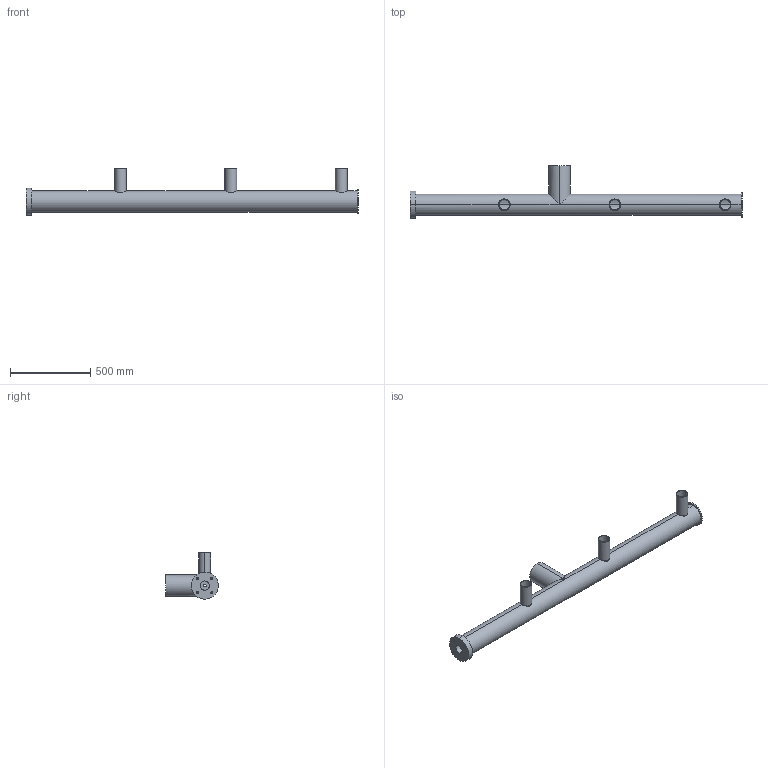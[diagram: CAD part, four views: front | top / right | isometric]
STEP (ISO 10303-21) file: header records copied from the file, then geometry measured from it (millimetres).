
FILE_DESCRIPTION (( 'STEP AP203' ), '1' );
FILE_NAME ('3996-65-10 PART_REV_.step', '2026-02-22T02:36:35', ( '' ), ( '' ), 'SwSTEP 2.0', 'SolidWorks 2025', '' );
FILE_SCHEMA (( 'CONFIG_CONTROL_DESIGN' ));
Length unit declared in the file: millimetre
Products named in the file (1): 3996-65-10 PART_REV_
Bounding box: 2075 x 330 x 290 mm (x, y, z)
Volume: 4683933.5 mm3; surface area: 2080004.8 mm2
Topology: 7 solids, 7 shells, 66 faces, 154 edges, 92 vertices
Faces by surface type: cylinder 48, plane 10, cone 8
Entity records: 4036 total; most frequent: CARTESIAN_POINT 2480, DIRECTION 304, ORIENTED_EDGE 292, EDGE_CURVE 146, AXIS2_PLACEMENT_3D 123, VERTEX_POINT 92, EDGE_LOOP 86, FACE_OUTER_BOUND 66
